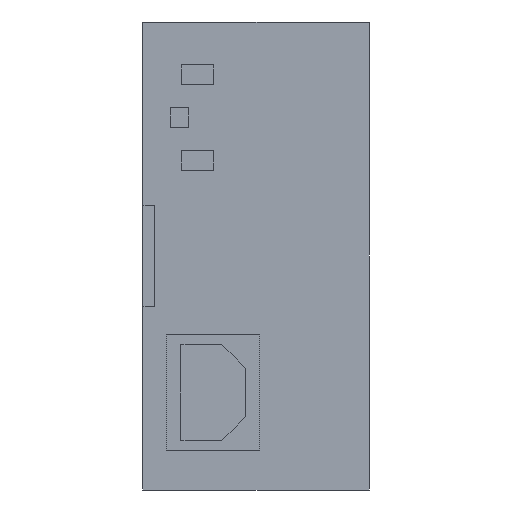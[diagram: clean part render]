
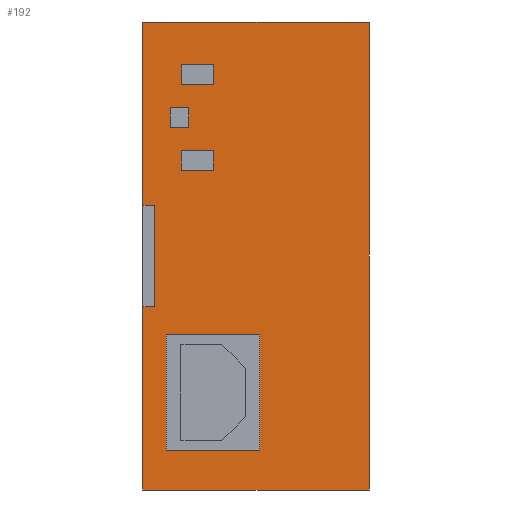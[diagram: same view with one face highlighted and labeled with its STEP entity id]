
A CAD part, left-side view. The second image highlights one B-rep face of the part: STEP entity #192.
In plain terms, the highlighted planar face has unit normal (-1, 0, 0).
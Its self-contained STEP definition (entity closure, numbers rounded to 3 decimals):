
#192=ADVANCED_FACE('',(#472,#473,#474,#475,#476),#477,.T.);
#472=FACE_OUTER_BOUND('',#840,.T.);
#473=FACE_BOUND('',#841,.T.);
#474=FACE_BOUND('',#842,.T.);
#475=FACE_BOUND('',#843,.T.);
#476=FACE_BOUND('',#844,.T.);
#477=PLANE('',#845);
#840=EDGE_LOOP('',(#1408,#1409,#1410,#1411,#1412,#1413,#1414,#1415));
#841=EDGE_LOOP('',(#1416,#1417,#1418,#1419));
#842=EDGE_LOOP('',(#1420,#1421,#1422,#1423));
#843=EDGE_LOOP('',(#1424,#1425,#1426,#1427));
#844=EDGE_LOOP('',(#1428,#1429,#1430,#1431));
#845=AXIS2_PLACEMENT_3D('',#1432,#1433,#1434);
#1408=ORIENTED_EDGE('',*,*,#2328,.F.);
#1409=ORIENTED_EDGE('',*,*,#2212,.T.);
#1410=ORIENTED_EDGE('',*,*,#2329,.T.);
#1411=ORIENTED_EDGE('',*,*,#2330,.F.);
#1412=ORIENTED_EDGE('',*,*,#2251,.F.);
#1413=ORIENTED_EDGE('',*,*,#2216,.T.);
#1414=ORIENTED_EDGE('',*,*,#2331,.T.);
#1415=ORIENTED_EDGE('',*,*,#2306,.T.);
#1416=ORIENTED_EDGE('',*,*,#2332,.F.);
#1417=ORIENTED_EDGE('',*,*,#2333,.F.);
#1418=ORIENTED_EDGE('',*,*,#2334,.F.);
#1419=ORIENTED_EDGE('',*,*,#2335,.F.);
#1420=ORIENTED_EDGE('',*,*,#2336,.F.);
#1421=ORIENTED_EDGE('',*,*,#2337,.F.);
#1422=ORIENTED_EDGE('',*,*,#2338,.T.);
#1423=ORIENTED_EDGE('',*,*,#2339,.T.);
#1424=ORIENTED_EDGE('',*,*,#2340,.F.);
#1425=ORIENTED_EDGE('',*,*,#2341,.F.);
#1426=ORIENTED_EDGE('',*,*,#2342,.T.);
#1427=ORIENTED_EDGE('',*,*,#2343,.T.);
#1428=ORIENTED_EDGE('',*,*,#2344,.T.);
#1429=ORIENTED_EDGE('',*,*,#2345,.F.);
#1430=ORIENTED_EDGE('',*,*,#2346,.F.);
#1431=ORIENTED_EDGE('',*,*,#2347,.T.);
#1432=CARTESIAN_POINT('',(-78.0,0.0,60.0));
#1433=DIRECTION('',(-1.0,0.0,0.0));
#1434=DIRECTION('',(0.0,0.0,1.0));
#2212=EDGE_CURVE('',#2667,#2665,#2668,.T.);
#2216=EDGE_CURVE('',#2675,#2673,#2676,.T.);
#2251=EDGE_CURVE('',#2675,#2733,#2734,.T.);
#2306=EDGE_CURVE('',#2808,#2813,#2815,.T.);
#2328=EDGE_CURVE('',#2667,#2813,#2847,.T.);
#2329=EDGE_CURVE('',#2665,#2848,#2849,.T.);
#2330=EDGE_CURVE('',#2733,#2848,#2850,.T.);
#2331=EDGE_CURVE('',#2673,#2808,#2851,.T.);
#2332=EDGE_CURVE('',#2852,#2853,#2854,.T.);
#2333=EDGE_CURVE('',#2855,#2852,#2856,.T.);
#2334=EDGE_CURVE('',#2857,#2855,#2858,.T.);
#2335=EDGE_CURVE('',#2853,#2857,#2859,.T.);
#2336=EDGE_CURVE('',#2860,#2861,#2862,.T.);
#2337=EDGE_CURVE('',#2863,#2860,#2864,.T.);
#2338=EDGE_CURVE('',#2863,#2865,#2866,.T.);
#2339=EDGE_CURVE('',#2865,#2861,#2867,.T.);
#2340=EDGE_CURVE('',#2868,#2869,#2870,.T.);
#2341=EDGE_CURVE('',#2871,#2868,#2872,.T.);
#2342=EDGE_CURVE('',#2871,#2873,#2874,.T.);
#2343=EDGE_CURVE('',#2873,#2869,#2875,.T.);
#2344=EDGE_CURVE('',#2876,#2877,#2878,.T.);
#2345=EDGE_CURVE('',#2879,#2877,#2880,.T.);
#2346=EDGE_CURVE('',#2881,#2879,#2882,.T.);
#2347=EDGE_CURVE('',#2881,#2876,#2883,.T.);
#2665=VERTEX_POINT('',#3300);
#2667=VERTEX_POINT('',#3303);
#2668=LINE('',#3304,#3305);
#2673=VERTEX_POINT('',#3312);
#2675=VERTEX_POINT('',#3315);
#2676=LINE('',#3316,#3317);
#2733=VERTEX_POINT('',#3396);
#2734=LINE('',#3397,#3398);
#2808=VERTEX_POINT('',#3494);
#2813=VERTEX_POINT('',#3501);
#2815=LINE('',#3504,#3505);
#2847=LINE('',#3549,#3550);
#2848=VERTEX_POINT('',#3551);
#2849=LINE('',#3552,#3553);
#2850=LINE('',#3554,#3555);
#2851=LINE('',#3556,#3557);
#2852=VERTEX_POINT('',#3558);
#2853=VERTEX_POINT('',#3559);
#2854=LINE('',#3560,#3561);
#2855=VERTEX_POINT('',#3562);
#2856=LINE('',#3563,#3564);
#2857=VERTEX_POINT('',#3565);
#2858=LINE('',#3566,#3567);
#2859=LINE('',#3568,#3569);
#2860=VERTEX_POINT('',#3570);
#2861=VERTEX_POINT('',#3571);
#2862=LINE('',#3572,#3573);
#2863=VERTEX_POINT('',#3574);
#2864=LINE('',#3575,#3576);
#2865=VERTEX_POINT('',#3577);
#2866=LINE('',#3578,#3579);
#2867=LINE('',#3580,#3581);
#2868=VERTEX_POINT('',#3582);
#2869=VERTEX_POINT('',#3583);
#2870=LINE('',#3584,#3585);
#2871=VERTEX_POINT('',#3586);
#2872=LINE('',#3587,#3588);
#2873=VERTEX_POINT('',#3589);
#2874=LINE('',#3590,#3591);
#2875=LINE('',#3592,#3593);
#2876=VERTEX_POINT('',#3594);
#2877=VERTEX_POINT('',#3595);
#2878=LINE('',#3596,#3597);
#2879=VERTEX_POINT('',#3598);
#2880=LINE('',#3599,#3600);
#2881=VERTEX_POINT('',#3601);
#2882=LINE('',#3602,#3603);
#2883=LINE('',#3604,#3605);
#3300=CARTESIAN_POINT('',(-78.0,0.0,-60.0));
#3303=CARTESIAN_POINT('',(-78.0,0.0,-13.0));
#3304=CARTESIAN_POINT('',(-78.0,0.0,-13.0));
#3305=VECTOR('',#4081,47.0);
#3312=CARTESIAN_POINT('',(-78.0,0.0,13.0));
#3315=CARTESIAN_POINT('',(-78.0,0.0,60.0));
#3316=CARTESIAN_POINT('',(-78.0,0.0,60.0));
#3317=VECTOR('',#4085,47.0);
#3396=CARTESIAN_POINT('',(-78.0,-58.0,60.0));
#3397=CARTESIAN_POINT('',(-78.0,0.0,60.0));
#3398=VECTOR('',#4135,58.0);
#3494=CARTESIAN_POINT('',(-78.0,-3.0,13.0));
#3501=CARTESIAN_POINT('',(-78.0,-3.0,-13.0));
#3504=CARTESIAN_POINT('',(-78.0,-3.0,13.0));
#3505=VECTOR('',#4209,26.0);
#3549=CARTESIAN_POINT('',(-78.0,0.0,-13.0));
#3550=VECTOR('',#4240,3.0);
#3551=CARTESIAN_POINT('',(-78.0,-58.0,-60.0));
#3552=CARTESIAN_POINT('',(-78.0,0.0,-60.0));
#3553=VECTOR('',#4241,58.0);
#3554=CARTESIAN_POINT('',(-78.0,-58.0,60.0));
#3555=VECTOR('',#4242,120.0);
#3556=CARTESIAN_POINT('',(-78.0,0.0,13.0));
#3557=VECTOR('',#4243,3.0);
#3558=CARTESIAN_POINT('',(-78.0,-30.0,-50.0));
#3559=CARTESIAN_POINT('',(-78.0,-30.0,-20.0));
#3560=CARTESIAN_POINT('',(-78.0,-30.0,-50.0));
#3561=VECTOR('',#4244,30.0);
#3562=CARTESIAN_POINT('',(-78.0,-6.0,-50.0));
#3563=CARTESIAN_POINT('',(-78.0,-6.0,-50.0));
#3564=VECTOR('',#4245,24.0);
#3565=CARTESIAN_POINT('',(-78.0,-6.0,-20.0));
#3566=CARTESIAN_POINT('',(-78.0,-6.0,-20.0));
#3567=VECTOR('',#4246,30.0);
#3568=CARTESIAN_POINT('',(-78.0,-30.0,-20.0));
#3569=VECTOR('',#4247,24.0);
#3570=CARTESIAN_POINT('',(-78.0,-18.0,44.0));
#3571=CARTESIAN_POINT('',(-78.0,-18.0,49.0));
#3572=CARTESIAN_POINT('',(-78.0,-18.0,44.0));
#3573=VECTOR('',#4248,5.0);
#3574=CARTESIAN_POINT('',(-78.0,-13.436,44.0));
#3575=CARTESIAN_POINT('',(-78.0,-13.436,44.0));
#3576=VECTOR('',#4249,4.564);
#3577=CARTESIAN_POINT('',(-78.0,-13.436,49.0));
#3578=CARTESIAN_POINT('',(-78.0,-13.436,44.0));
#3579=VECTOR('',#4250,5.0);
#3580=CARTESIAN_POINT('',(-78.0,-13.436,49.0));
#3581=VECTOR('',#4251,4.564);
#3582=CARTESIAN_POINT('',(-78.0,-18.0,22.0));
#3583=CARTESIAN_POINT('',(-78.0,-18.0,27.0));
#3584=CARTESIAN_POINT('',(-78.0,-18.0,22.0));
#3585=VECTOR('',#4252,5.0);
#3586=CARTESIAN_POINT('',(-78.0,-13.436,22.0));
#3587=CARTESIAN_POINT('',(-78.0,-13.436,22.0));
#3588=VECTOR('',#4253,4.564);
#3589=CARTESIAN_POINT('',(-78.0,-13.436,27.0));
#3590=CARTESIAN_POINT('',(-78.0,-13.436,22.0));
#3591=VECTOR('',#4254,5.0);
#3592=CARTESIAN_POINT('',(-78.0,-13.436,27.0));
#3593=VECTOR('',#4255,4.564);
#3594=CARTESIAN_POINT('',(-78.0,-7.0,38.0));
#3595=CARTESIAN_POINT('',(-78.0,-11.564,38.0));
#3596=CARTESIAN_POINT('',(-78.0,-7.0,38.0));
#3597=VECTOR('',#4256,4.564);
#3598=CARTESIAN_POINT('',(-78.0,-11.564,33.0));
#3599=CARTESIAN_POINT('',(-78.0,-11.564,33.0));
#3600=VECTOR('',#4257,5.0);
#3601=CARTESIAN_POINT('',(-78.0,-7.0,33.0));
#3602=CARTESIAN_POINT('',(-78.0,-7.0,33.0));
#3603=VECTOR('',#4258,4.564);
#3604=CARTESIAN_POINT('',(-78.0,-7.0,33.0));
#3605=VECTOR('',#4259,5.0);
#4081=DIRECTION('',(0.0,0.0,-1.0));
#4085=DIRECTION('',(0.0,0.0,-1.0));
#4135=DIRECTION('',(0.0,-1.0,0.0));
#4209=DIRECTION('',(0.0,0.0,-1.0));
#4240=DIRECTION('',(0.0,-1.0,0.0));
#4241=DIRECTION('',(0.0,-1.0,0.0));
#4242=DIRECTION('',(0.0,0.0,-1.0));
#4243=DIRECTION('',(0.0,-1.0,0.0));
#4244=DIRECTION('',(0.0,0.0,1.0));
#4245=DIRECTION('',(0.0,-1.0,0.0));
#4246=DIRECTION('',(0.0,0.0,-1.0));
#4247=DIRECTION('',(0.0,1.0,0.0));
#4248=DIRECTION('',(0.0,0.0,1.0));
#4249=DIRECTION('',(0.0,-1.0,0.0));
#4250=DIRECTION('',(0.0,0.0,1.0));
#4251=DIRECTION('',(0.0,-1.0,0.0));
#4252=DIRECTION('',(0.0,0.0,1.0));
#4253=DIRECTION('',(0.0,-1.0,0.0));
#4254=DIRECTION('',(0.0,0.0,1.0));
#4255=DIRECTION('',(0.0,-1.0,0.0));
#4256=DIRECTION('',(0.0,-1.0,0.0));
#4257=DIRECTION('',(0.0,0.0,1.0));
#4258=DIRECTION('',(0.0,-1.0,0.0));
#4259=DIRECTION('',(0.0,0.0,1.0));
